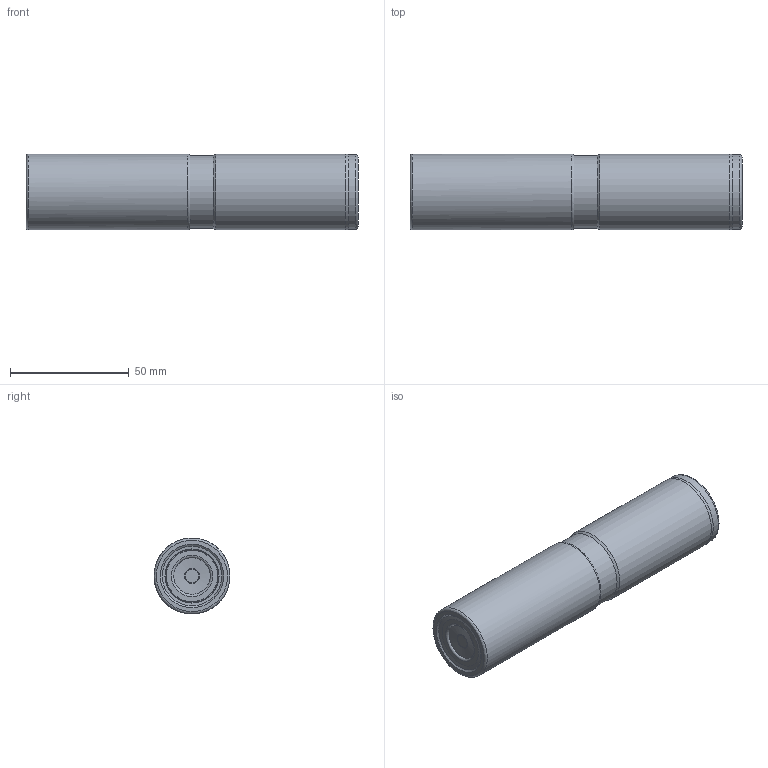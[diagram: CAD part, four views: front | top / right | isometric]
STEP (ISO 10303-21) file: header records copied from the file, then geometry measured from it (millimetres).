
FILE_DESCRIPTION(/* description */ (''),/* implementation_level */ '2;1');
FILE_NAME(/* name */ 'AHM90-AP1204-D32-W32-L140-Z0212-H.stp',/* time_stamp */ '2023-12-09T23:46:35+03:00',/* author */ (''),/* organization */ (''),/* preprocessor_version */ 'ST-DEVELOPER v19.4',/* originating_system */ 'SIEMENS PLM Software NX2306.3001',/* authorisation */ '');
FILE_SCHEMA (('AUTOMOTIVE_DESIGN { 1 0 10303 214 3 1 1 1 }'));
Length unit declared in the file: millimetre
Products named in the file (1): AHM90-AP1204-D32-W32-L140-Z0212-H
Bounding box: 139.99 x 32 x 32 mm (x, y, z)
Surface area: 26577.2 mm2
Topology: 2 solids, 2 shells, 26 faces, 55 edges, 33 vertices
Faces by surface type: bspline 10, cylinder 5, torus 4, plane 4, cone 3
Full cylindrical faces by diameter (mm): 15.405 x1, 30.8 x1, 31.5 x1, 32 x2
Entity records: 1975 total; most frequent: CARTESIAN_POINT 1480, DIRECTION 62, EDGE_LOOP 50, ORIENTED_EDGE 50, FACE_BOUND 48, AXIS2_PLACEMENT_3D 31, ADVANCED_FACE 26, VERTEX_POINT 25
